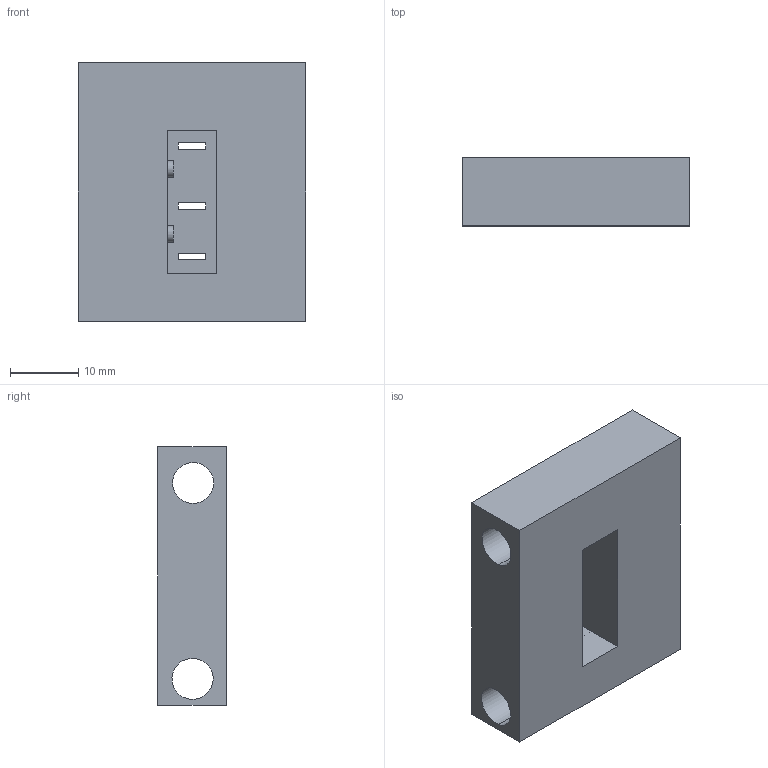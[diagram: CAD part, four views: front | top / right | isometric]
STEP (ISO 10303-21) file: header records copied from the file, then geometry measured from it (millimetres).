
FILE_DESCRIPTION(/* description */ (''),/* implementation_level */ '2;1');
FILE_NAME(/* name */ 'Microswitch Holder.step',/* time_stamp */ '2026-01-13T17:12:24-06:00',/* author */ (''),/* organization */ (''),/* preprocessor_version */ 'ST-DEVELOPER v20.1',/* originating_system */ 'Autodesk Translation Framework v14.21.0.0',/* authorisation */ '');
FILE_SCHEMA (('AUTOMOTIVE_DESIGN { 1 0 10303 214 3 1 1 }'));
Length unit declared in the file: millimetre
Products named in the file (1): 2026-01-13-17-12-24-960
Bounding box: 33.33 x 10 x 37.99 mm (x, y, z)
Volume: 9354.8 mm3; surface area: 5639.9 mm2
Topology: 1 solids, 1 shells, 31 faces, 79 edges, 53 vertices
Faces by surface type: plane 25, cylinder 6
Full cylindrical faces by diameter (mm): 2.4 x2
Entity records: 986 total; most frequent: CARTESIAN_POINT 164, ORIENTED_EDGE 158, DIRECTION 155, EDGE_CURVE 79, LINE 67, VECTOR 67, VERTEX_POINT 53, EDGE_LOOP 44
